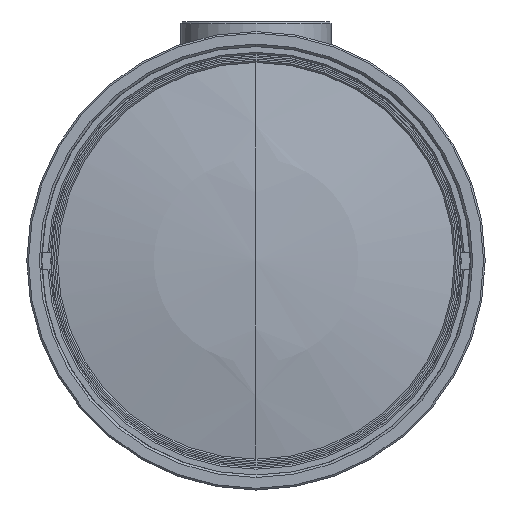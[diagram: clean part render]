
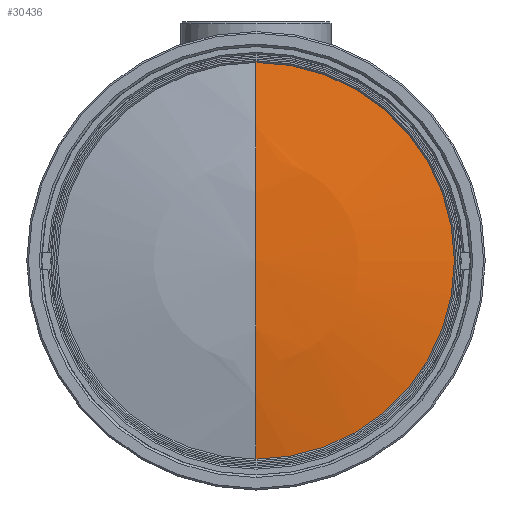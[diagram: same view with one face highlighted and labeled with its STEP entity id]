
A CAD part, left-side view. The second image highlights one B-rep face of the part: STEP entity #30436.
In plain terms, the highlighted spherical face has radius 114.165 mm.
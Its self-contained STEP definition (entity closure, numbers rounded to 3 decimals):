
#8907=CARTESIAN_POINT('',(-159.889,0.,
0.));
#8908=DIRECTION('',(1.,0.,0.));
#8909=DIRECTION('',(0.,0.,1.));
#8910=AXIS2_PLACEMENT_3D('',#8907,#8908,#8909);
#8923=CARTESIAN_POINT('',(-48.359,0.,0.));
#8924=DIRECTION('',(0.,1.,0.));
#8925=DIRECTION('',(-1.,0.,0.));
#8926=AXIS2_PLACEMENT_3D('',#8923,#8924,#8925);
#8931=CARTESIAN_POINT('',(-48.359,0.,0.));
#8932=DIRECTION('',(0.,-1.,0.));
#8933=DIRECTION('',(-1.,0.,0.));
#8934=AXIS2_PLACEMENT_3D('',#8931,#8932,#8933);
#24956=CARTESIAN_POINT('',(-159.889,0.,24.386));
#24957=CARTESIAN_POINT('',(-159.889,0.,-24.386));
#24958=VERTEX_POINT('',#24956);
#24959=VERTEX_POINT('',#24957);
#25012=CARTESIAN_POINT('',(-162.524,0.,
0.));
#25013=VERTEX_POINT('',#25012);
#30424=CARTESIAN_POINT('',(-48.359,0.,0.));
#30425=DIRECTION('',(1.,0.,0.));
#30426=DIRECTION('',(0.,0.,1.));
#30427=AXIS2_PLACEMENT_3D('',#30424,#30425,#30426);
#30428=SPHERICAL_SURFACE('',#30427,114.165);
#30429=ORIENTED_EDGE('',*,*,#30418,.T.);
#30431=ORIENTED_EDGE('',*,*,#30430,.F.);
#30433=ORIENTED_EDGE('',*,*,#30432,.T.);
#30434=EDGE_LOOP('',(#30429,#30431,#30433));
#30435=FACE_OUTER_BOUND('',#30434,.F.);
#8911=CIRCLE('',#8910,24.386);
#8927=CIRCLE('',#8926,114.165);
#8935=CIRCLE('',#8934,114.165);
#30418=EDGE_CURVE('',#24958,#24959,#8911,.T.);
#30430=EDGE_CURVE('',#25013,#24959,#8935,.T.);
#30432=EDGE_CURVE('',#25013,#24958,#8927,.T.);
#30436=ADVANCED_FACE('',(#30435),#30428,.T.);
